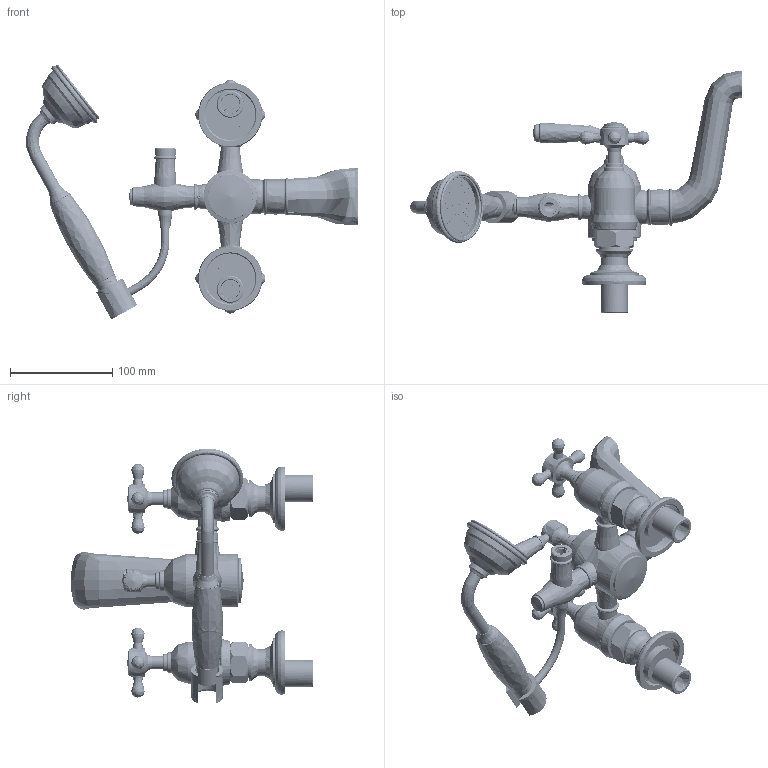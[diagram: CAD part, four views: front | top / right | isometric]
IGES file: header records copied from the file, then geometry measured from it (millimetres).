
Global section: file name: V2K32-X; native system: Autodesk Inventor 2018; preprocessor: unknown; author: aduggalther; date: 20180123.080837; units: millimetre
Bounding box: 324.39 x 237.03 x 248.89 mm (x, y, z)
Volume: 705631.4 mm3; surface area: 339693.8 mm2
Topology: 89 solids, 95 shells, 2847 faces, 8127 edges, 5537 vertices
Faces by surface type: bspline 2847
